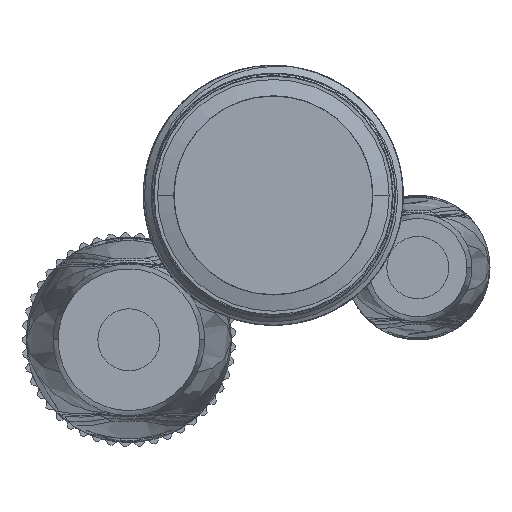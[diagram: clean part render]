
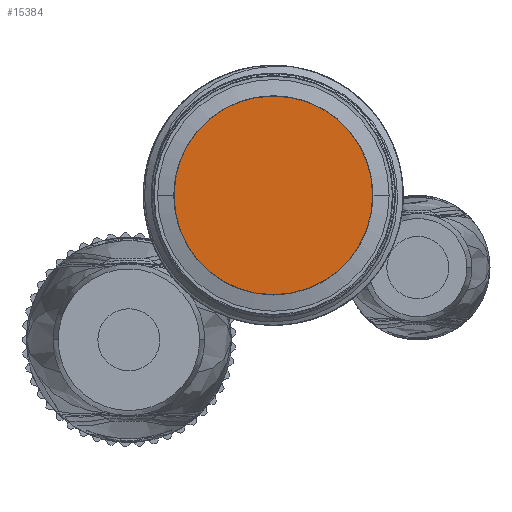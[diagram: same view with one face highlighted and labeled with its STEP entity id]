
A CAD part, front view. The second image highlights one B-rep face of the part: STEP entity #15384.
In plain terms, the highlighted planar face has unit normal (0, -1, 0).
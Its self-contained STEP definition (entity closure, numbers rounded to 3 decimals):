
#4836=CARTESIAN_POINT('',(0.,0.,0.));
#4837=DIRECTION('',(0.,1.,0.));
#4838=DIRECTION('',(-1.,0.,0.));
#4839=AXIS2_PLACEMENT_3D('',#4836,#4837,#4838);
#4841=CARTESIAN_POINT('',(0.,0.,0.));
#4842=DIRECTION('',(0.,1.,0.));
#4843=DIRECTION('',(1.,0.,0.));
#4844=AXIS2_PLACEMENT_3D('',#4841,#4842,#4843);
#5165=CARTESIAN_POINT('',(6.875,0.,0.));
#5166=VERTEX_POINT('',#5165);
#5167=CARTESIAN_POINT('',(-6.875,0.,0.));
#5168=VERTEX_POINT('',#5167);
#15375=CARTESIAN_POINT('',(0.,0.,0.));
#15376=DIRECTION('',(0.,1.,0.));
#15377=DIRECTION('',(-1.,0.,0.));
#15378=AXIS2_PLACEMENT_3D('',#15375,#15376,#15377);
#15379=PLANE('',#15378);
#15380=ORIENTED_EDGE('',*,*,#15355,.T.);
#15381=ORIENTED_EDGE('',*,*,#15369,.T.);
#15382=EDGE_LOOP('',(#15380,#15381));
#15383=FACE_OUTER_BOUND('',#15382,.F.);
#15384=ADVANCED_FACE('',(#15383),#15379,.F.);
#4840=CIRCLE('',#4839,6.875);
#4845=CIRCLE('',#4844,6.875);
#15355=EDGE_CURVE('',#5168,#5166,#4840,.T.);
#15369=EDGE_CURVE('',#5166,#5168,#4845,.T.);
